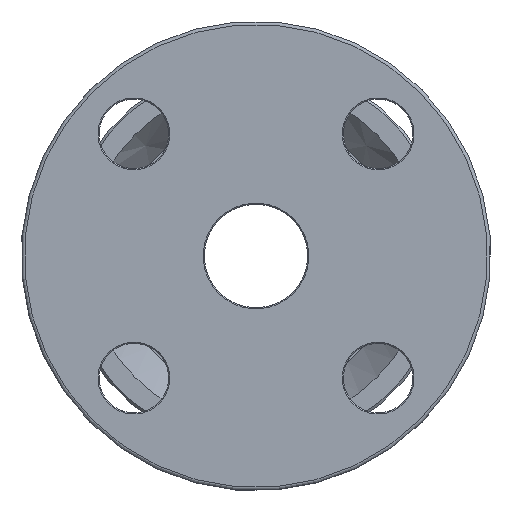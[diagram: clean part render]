
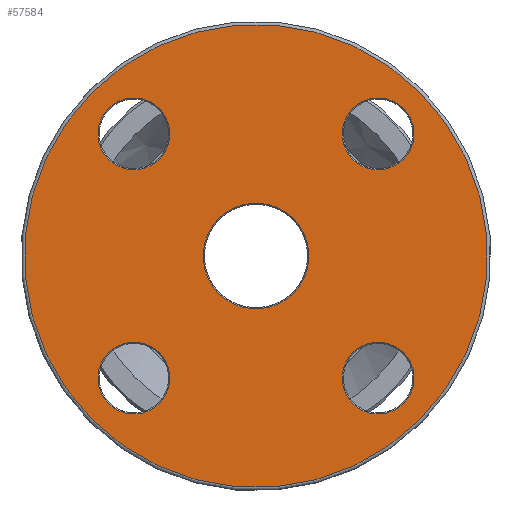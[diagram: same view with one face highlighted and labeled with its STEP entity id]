
A CAD part, front view. The second image highlights one B-rep face of the part: STEP entity #57584.
In plain terms, the highlighted planar face has unit normal (0, -1, 0).
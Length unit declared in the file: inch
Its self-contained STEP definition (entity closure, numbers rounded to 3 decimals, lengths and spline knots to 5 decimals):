
#57478=CARTESIAN_POINT('',(-1.48139,-2.25,1.48139));
#57479=VERTEX_POINT('',#57478);
#57480=CARTESIAN_POINT('',(0.,-2.25,0.));
#57481=DIRECTION('',(0.,1.,0.));
#57482=DIRECTION('',(0.707,0.,-0.707));
#57483=AXIS2_PLACEMENT_3D('',#57480,#57481,#57482);
#57484=CIRCLE('',#57483,2.095);
#57485=EDGE_CURVE('',#57479,#57479,#57484,.T.);
#57521=CARTESIAN_POINT('',(-0.91676,-2.25,0.91676));
#57522=DIRECTION('',(0.0,-1.0,0.0));
#57523=DIRECTION('',(0.707,0.0,0.707));
#57524=AXIS2_PLACEMENT_3D('',#57521,#57522,#57523);
#57525=PLANE('',#57524);
#57526=ORIENTED_EDGE('',*,*,#57485,.F.);
#57527=EDGE_LOOP('',(#57526));
#57528=FACE_OUTER_BOUND('',#57527,.T.);
#57529=CARTESIAN_POINT('',(0.87504,-2.25,1.33466));
#57530=VERTEX_POINT('',#57529);
#57531=CARTESIAN_POINT('',(1.10485,-2.25,1.10485));
#57532=DIRECTION('',(0.,-1.0,0.));
#57533=DIRECTION('',(0.707,0.,-0.707));
#57534=AXIS2_PLACEMENT_3D('',#57531,#57532,#57533);
#57535=CIRCLE('',#57534,0.325);
#57536=EDGE_CURVE('',#57530,#57530,#57535,.T.);
#57537=ORIENTED_EDGE('',*,*,#57536,.F.);
#57538=EDGE_LOOP('',(#57537));
#57539=FACE_BOUND('',#57538,.T.);
#57540=CARTESIAN_POINT('',(1.33466,-2.25,-0.87504));
#57541=VERTEX_POINT('',#57540);
#57542=CARTESIAN_POINT('',(1.10485,-2.25,-1.10485));
#57543=DIRECTION('',(0.,-1.0,0.));
#57544=DIRECTION('',(-0.707,0.,-0.707));
#57545=AXIS2_PLACEMENT_3D('',#57542,#57543,#57544);
#57546=CIRCLE('',#57545,0.325);
#57547=EDGE_CURVE('',#57541,#57541,#57546,.T.);
#57548=ORIENTED_EDGE('',*,*,#57547,.F.);
#57549=EDGE_LOOP('',(#57548));
#57550=FACE_BOUND('',#57549,.T.);
#57551=CARTESIAN_POINT('',(-0.87504,-2.25,-1.33466));
#57552=VERTEX_POINT('',#57551);
#57553=CARTESIAN_POINT('',(-1.10485,-2.25,-1.10485));
#57554=DIRECTION('',(0.,-1.0,0.));
#57555=DIRECTION('',(-0.707,0.,0.707));
#57556=AXIS2_PLACEMENT_3D('',#57553,#57554,#57555);
#57557=CIRCLE('',#57556,0.325);
#57558=EDGE_CURVE('',#57552,#57552,#57557,.T.);
#57559=ORIENTED_EDGE('',*,*,#57558,.F.);
#57560=EDGE_LOOP('',(#57559));
#57561=FACE_BOUND('',#57560,.T.);
#57562=CARTESIAN_POINT('',(-0.338,-2.25,0.338));
#57563=VERTEX_POINT('',#57562);
#57564=CARTESIAN_POINT('',(0.,-2.25,0.));
#57565=DIRECTION('',(0.,-1.,0.));
#57566=DIRECTION('',(0.707,0.,-0.707));
#57567=AXIS2_PLACEMENT_3D('',#57564,#57565,#57566);
#57568=CIRCLE('',#57567,0.478);
#57569=EDGE_CURVE('',#57563,#57563,#57568,.T.);
#57570=ORIENTED_EDGE('',*,*,#57569,.F.);
#57571=EDGE_LOOP('',(#57570));
#57572=FACE_BOUND('',#57571,.T.);
#57573=CARTESIAN_POINT('',(-1.33466,-2.25,0.87504));
#57574=VERTEX_POINT('',#57573);
#57575=CARTESIAN_POINT('',(-1.10485,-2.25,1.10485));
#57576=DIRECTION('',(0.,-1.0,0.));
#57577=DIRECTION('',(0.707,0.,0.707));
#57578=AXIS2_PLACEMENT_3D('',#57575,#57576,#57577);
#57579=CIRCLE('',#57578,0.325);
#57580=EDGE_CURVE('',#57574,#57574,#57579,.T.);
#57581=ORIENTED_EDGE('',*,*,#57580,.F.);
#57582=EDGE_LOOP('',(#57581));
#57583=FACE_BOUND('',#57582,.T.);
#57584=ADVANCED_FACE('',(#57528,#57539,#57550,#57561,#57572,#57583),#57525,.T.);
